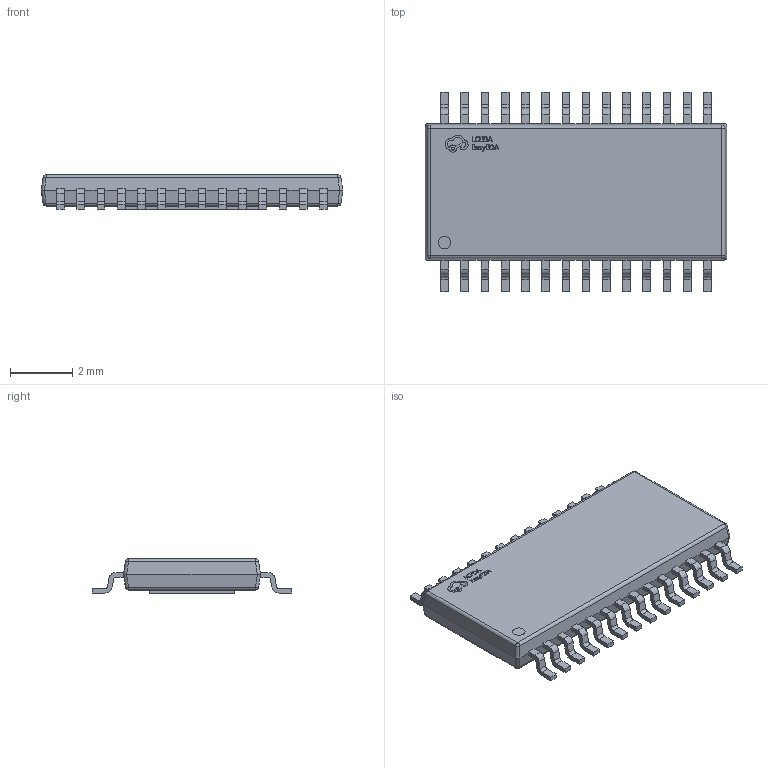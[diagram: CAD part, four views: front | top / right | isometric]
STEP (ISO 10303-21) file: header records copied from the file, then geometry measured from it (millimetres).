
FILE_DESCRIPTION (( 'STEP AP214' ), '1' );
FILE_NAME ('TSSOP-28_L9.7-W4.4-P0.65-LS6.4-BL-EP4.8.step', '2022-07-26T10:49:05', ( '' ), ( '' ), 'SwSTEP 2.0', 'SolidWorks 2020', '' );
FILE_SCHEMA (( 'AUTOMOTIVE_DESIGN' ));
Length unit declared in the file: millimetre
Products named in the file (1): TSSOP-28_L9.7-W4.4-P0.65-LS6.4-BL-EP4.8
Bounding box: 9.7 x 6.4 x 1.1 mm (x, y, z)
Volume: 44.3 mm3; surface area: 139.9 mm2
Topology: 14 solids, 14 shells, 696 faces, 1945 edges, 1286 vertices
Faces by surface type: plane 446, cylinder 130, bspline 112, sphere 8
Entity records: 31228 total; most frequent: CARTESIAN_POINT 6044, ORIENTED_EDGE 3890, DIRECTION 3135, EDGE_CURVE 1945, VECTOR 1461, LINE 1461, VERTEX_POINT 1286, AXIS2_PLACEMENT_3D 837
